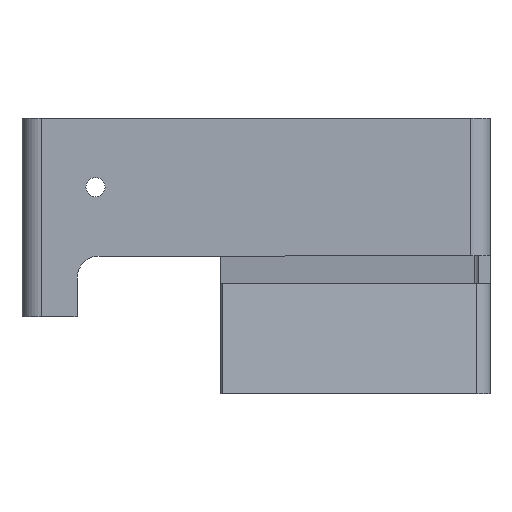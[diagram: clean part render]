
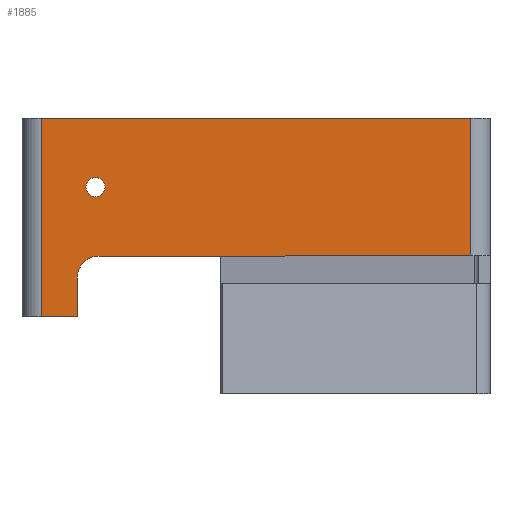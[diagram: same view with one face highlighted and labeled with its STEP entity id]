
A CAD part, left-side view. The second image highlights one B-rep face of the part: STEP entity #1885.
In plain terms, the highlighted planar face has unit normal (-1, 0, 0).
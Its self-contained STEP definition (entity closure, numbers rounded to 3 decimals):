
#56 = DIRECTION ( 'NONE',  ( 0., -1., 0. ) ) ;
#98 = VECTOR ( 'NONE', #897, 1000. ) ;
#108 = CARTESIAN_POINT ( 'NONE',  ( -43.12, 73., -36. ) ) ;
#137 = CARTESIAN_POINT ( 'NONE',  ( -43.12, 79.5, 0. ) ) ;
#138 = DIRECTION ( 'NONE',  ( 0., 1., 0. ) ) ;
#159 = LINE ( 'NONE', #552, #98 ) ;
#201 = CARTESIAN_POINT ( 'NONE',  ( -43.12, 69., -29. ) ) ;
#215 = LINE ( 'NONE', #533, #2267 ) ;
#220 = VERTEX_POINT ( 'NONE', #2324 ) ;
#236 = CARTESIAN_POINT ( 'NONE',  ( -43.12, 69., -25. ) ) ;
#258 = VECTOR ( 'NONE', #1177, 1000. ) ;
#276 = ORIENTED_EDGE ( 'NONE', *, *, #617, .T. ) ;
#389 = DIRECTION ( 'NONE',  ( -1., 0., 0. ) ) ;
#409 = CARTESIAN_POINT ( 'NONE',  ( -43.12, 79.5, -36. ) ) ;
#421 = CIRCLE ( 'NONE', #1353, 4. ) ;
#429 = CARTESIAN_POINT ( 'NONE',  ( -43.12, 71.402, -12.5 ) ) ;
#445 = AXIS2_PLACEMENT_3D ( 'NONE', #201, #389, #1643 ) ;
#451 = EDGE_CURVE ( 'NONE', #1014, #1796, #2139, .T. ) ;
#471 = VECTOR ( 'NONE', #1227, 1000. ) ;
#526 = CARTESIAN_POINT ( 'NONE',  ( -43.12, 69., -29. ) ) ;
#533 = CARTESIAN_POINT ( 'NONE',  ( -43.12, 73., -29. ) ) ;
#552 = CARTESIAN_POINT ( 'NONE',  ( -43.12, 79.5, 0. ) ) ;
#558 = CARTESIAN_POINT ( 'NONE',  ( -43.12, 73., -29. ) ) ;
#612 = EDGE_CURVE ( 'NONE', #962, #220, #421, .T. ) ;
#617 = EDGE_CURVE ( 'NONE', #1010, #741, #833, .T. ) ;
#664 = ORIENTED_EDGE ( 'NONE', *, *, #2309, .T. ) ;
#677 = ORIENTED_EDGE ( 'NONE', *, *, #1825, .F. ) ;
#703 = DIRECTION ( 'NONE',  ( 0., -1., 0. ) ) ;
#704 = CARTESIAN_POINT ( 'NONE',  ( -43.12, 1.5, 0. ) ) ;
#711 = CARTESIAN_POINT ( 'NONE',  ( -43.12, 69.652, -12.5 ) ) ;
#741 = VERTEX_POINT ( 'NONE', #108 ) ;
#762 = AXIS2_PLACEMENT_3D ( 'NONE', #2212, #1123, #56 ) ;
#819 = EDGE_LOOP ( 'NONE', ( #1804, #871, #276, #2255, #890, #664, #2227 ) ) ;
#833 = LINE ( 'NONE', #2317, #471 ) ;
#842 = ORIENTED_EDGE ( 'NONE', *, *, #1351, .F. ) ;
#871 = ORIENTED_EDGE ( 'NONE', *, *, #939, .T. ) ;
#890 = ORIENTED_EDGE ( 'NONE', *, *, #612, .T. ) ;
#896 = DIRECTION ( 'NONE',  ( 0., -1., 0. ) ) ;
#897 = DIRECTION ( 'NONE',  ( 0., 0., -1. ) ) ;
#933 = VERTEX_POINT ( 'NONE', #1083 ) ;
#939 = EDGE_CURVE ( 'NONE', #1194, #1010, #159, .T. ) ;
#962 = VERTEX_POINT ( 'NONE', #558 ) ;
#967 = CIRCLE ( 'NONE', #2054, 1.75 ) ;
#1010 = VERTEX_POINT ( 'NONE', #409 ) ;
#1014 = VERTEX_POINT ( 'NONE', #2209 ) ;
#1032 = CARTESIAN_POINT ( 'NONE',  ( -43.12, 1.5, -29. ) ) ;
#1083 = CARTESIAN_POINT ( 'NONE',  ( -43.12, 67.902, -12.5 ) ) ;
#1123 = DIRECTION ( 'NONE',  ( -1., 0., 0. ) ) ;
#1177 = DIRECTION ( 'NONE',  ( 0., -1., 0. ) ) ;
#1194 = VERTEX_POINT ( 'NONE', #137 ) ;
#1205 = CARTESIAN_POINT ( 'NONE',  ( -43.12, 69., 0. ) ) ;
#1209 = LINE ( 'NONE', #236, #258 ) ;
#1227 = DIRECTION ( 'NONE',  ( 0., -1., 0. ) ) ;
#1243 = LINE ( 'NONE', #1205, #2210 ) ;
#1293 = VECTOR ( 'NONE', #2292, 1000. ) ;
#1351 = EDGE_CURVE ( 'NONE', #1454, #933, #1537, .T. ) ;
#1353 = AXIS2_PLACEMENT_3D ( 'NONE', #526, #1789, #703 ) ;
#1454 = VERTEX_POINT ( 'NONE', #429 ) ;
#1466 = PLANE ( 'NONE',  #445 ) ;
#1537 = CIRCLE ( 'NONE', #762, 1.75 ) ;
#1595 = EDGE_LOOP ( 'NONE', ( #842, #677 ) ) ;
#1642 = EDGE_CURVE ( 'NONE', #1796, #1194, #1243, .T. ) ;
#1643 = DIRECTION ( 'NONE',  ( 0., -1., 0. ) ) ;
#1781 = DIRECTION ( 'NONE',  ( 0., 0., 1. ) ) ;
#1789 = DIRECTION ( 'NONE',  ( 1., 0., 0. ) ) ;
#1796 = VERTEX_POINT ( 'NONE', #704 ) ;
#1804 = ORIENTED_EDGE ( 'NONE', *, *, #1642, .T. ) ;
#1825 = EDGE_CURVE ( 'NONE', #933, #1454, #967, .T. ) ;
#1885 = ADVANCED_FACE ( 'NONE', ( #2270, #2155 ), #1466, .T. ) ;
#1986 = DIRECTION ( 'NONE',  ( -1., 0., 0. ) ) ;
#2054 = AXIS2_PLACEMENT_3D ( 'NONE', #711, #1986, #896 ) ;
#2139 = LINE ( 'NONE', #1032, #1293 ) ;
#2141 = EDGE_CURVE ( 'NONE', #741, #962, #215, .T. ) ;
#2155 = FACE_OUTER_BOUND ( 'NONE', #819, .T. ) ;
#2209 = CARTESIAN_POINT ( 'NONE',  ( -43.12, 1.5, -25. ) ) ;
#2210 = VECTOR ( 'NONE', #138, 1000. ) ;
#2212 = CARTESIAN_POINT ( 'NONE',  ( -43.12, 69.652, -12.5 ) ) ;
#2227 = ORIENTED_EDGE ( 'NONE', *, *, #451, .T. ) ;
#2255 = ORIENTED_EDGE ( 'NONE', *, *, #2141, .T. ) ;
#2267 = VECTOR ( 'NONE', #1781, 1000. ) ;
#2270 = FACE_BOUND ( 'NONE', #1595, .T. ) ;
#2292 = DIRECTION ( 'NONE',  ( 0., 0., 1. ) ) ;
#2309 = EDGE_CURVE ( 'NONE', #220, #1014, #1209, .T. ) ;
#2317 = CARTESIAN_POINT ( 'NONE',  ( -43.12, 69., -36. ) ) ;
#2324 = CARTESIAN_POINT ( 'NONE',  ( -43.12, 69., -25. ) ) ;
